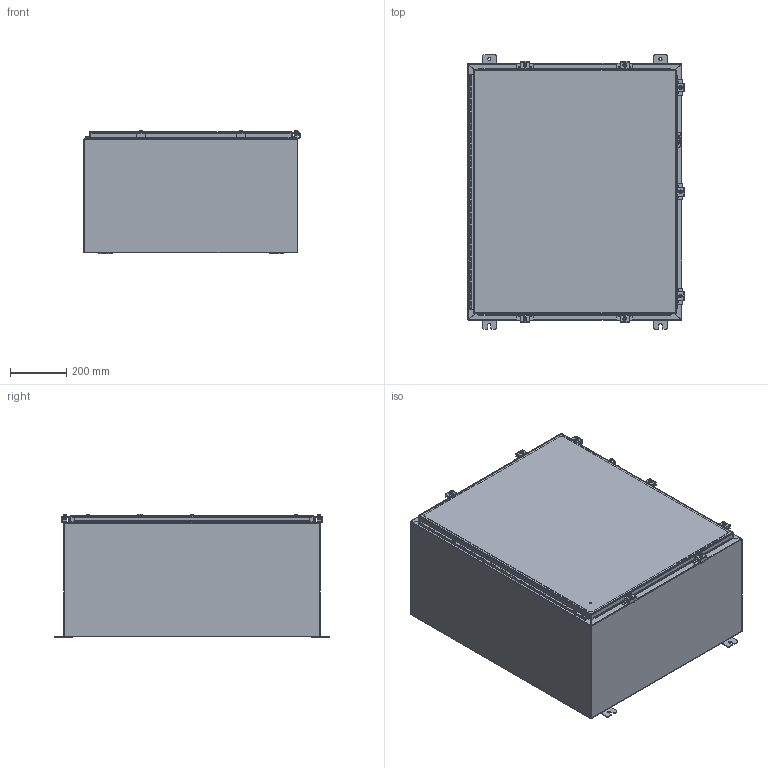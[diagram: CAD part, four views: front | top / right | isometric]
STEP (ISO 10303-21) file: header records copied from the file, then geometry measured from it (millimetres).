
FILE_DESCRIPTION (( 'STEP AP214' ), '1' );
FILE_NAME ('SSN4363016.STEP', '2016-02-09T21:01:09', ( '' ), ( '' ), 'SwSTEP 2.0', 'SolidWorks 2014', '' );
FILE_SCHEMA (( 'AUTOMOTIVE_DESIGN' ));
Length unit declared in the file: inch
Products named in the file (20): SSN4363016; SSN4363016LRS; 34871; 38412; SSN4363016BTB; 38846; 32912; 34x28; SSN43630LID; 32874-36T; 32874-36L; 32874-36P; 32874-36; 38859; 30824-1; HFW30825-2; HFW30825-3; HFW30825-4; 30824; 30818
Assembly tree (40 placements, depth 3):
  SSN4363016
    SSN4363016LRS  x2
    34871  x4
    38412
    SSN4363016BTB
    38846
    32912
    34x28
    SSN43630LID
    32874-36
      32874-36T
      32874-36L
      32874-36P
    38859  x6
    30824  x7
      30824-1
      HFW30825-2
      HFW30825-3
      HFW30825-4
    30818  x7
Bounding box: 769.89 x 977.9 x 440.82 mm (x, y, z)
Volume: 5908092 mm3; surface area: 6175695.7 mm2
Topology: 56 solids, 56 shells, 2194 faces, 5740 edges, 3710 vertices
Faces by surface type: cylinder 943, plane 876, bspline 193, torus 96, cone 44, sphere 42
Entity records: 42400 total; most frequent: CARTESIAN_POINT 10178, DIRECTION 5050, ORIENTED_EDGE 4984, EDGE_CURVE 2492, AXIS2_PLACEMENT_3D 1776, VERTEX_POINT 1616, LINE 1498, VECTOR 1498
